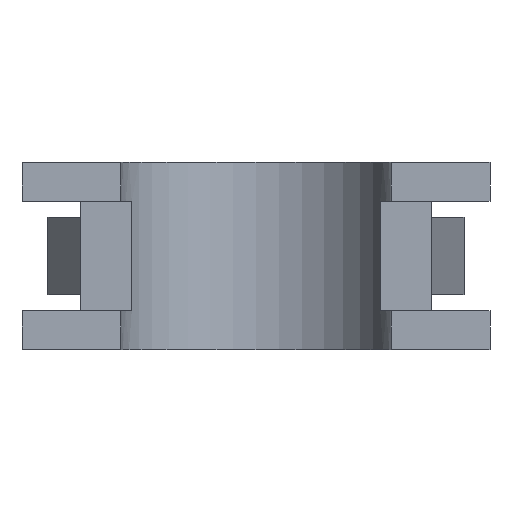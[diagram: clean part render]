
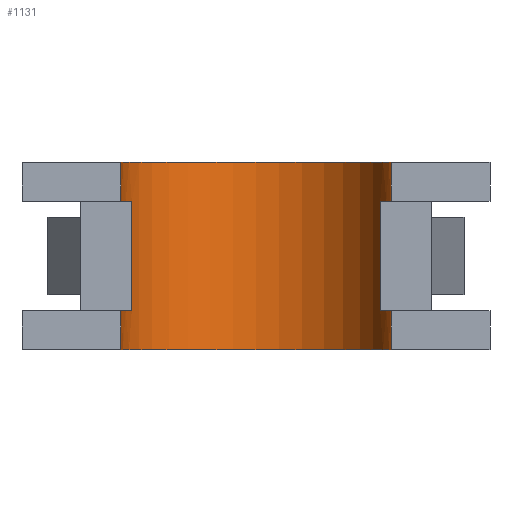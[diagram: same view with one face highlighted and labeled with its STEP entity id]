
A CAD part, front view. The second image highlights one B-rep face of the part: STEP entity #1131.
In plain terms, the highlighted cylindrical face has radius 5.2 mm (diameter 10.4 mm), a partial arc.
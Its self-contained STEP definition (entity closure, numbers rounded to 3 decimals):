
#76=FACE_OUTER_BOUND('',#140,.T.);
#140=EDGE_LOOP('',(#816,#817,#818,#819,#820,#821,#822,#823,#824,#825,#826,
#827));
#201=CIRCLE('',#1208,5.2);
#205=CIRCLE('',#1217,5.2);
#207=CIRCLE('',#1220,5.2);
#208=CIRCLE('',#1222,5.2);
#209=CIRCLE('',#1223,5.2);
#210=CIRCLE('',#1224,5.2);
#239=LINE('',#1685,#367);
#244=LINE('',#1694,#372);
#259=LINE('',#1738,#387);
#260=LINE('',#1742,#388);
#261=LINE('',#1745,#389);
#262=LINE('',#1746,#390);
#367=VECTOR('',#1336,10.);
#372=VECTOR('',#1343,10.);
#387=VECTOR('',#1382,10.);
#388=VECTOR('',#1385,10.);
#389=VECTOR('',#1388,10.);
#390=VECTOR('',#1389,10.);
#494=VERTEX_POINT('',#1668);
#499=VERTEX_POINT('',#1677);
#500=VERTEX_POINT('',#1681);
#502=VERTEX_POINT('',#1684);
#505=VERTEX_POINT('',#1692);
#519=VERTEX_POINT('',#1730);
#520=VERTEX_POINT('',#1734);
#521=VERTEX_POINT('',#1735);
#522=VERTEX_POINT('',#1737);
#523=VERTEX_POINT('',#1739);
#524=VERTEX_POINT('',#1741);
#525=VERTEX_POINT('',#1743);
#607=EDGE_CURVE('',#494,#499,#201,.T.);
#609=EDGE_CURVE('',#500,#502,#239,.T.);
#614=EDGE_CURVE('',#499,#505,#244,.T.);
#620=EDGE_CURVE('',#505,#502,#205,.T.);
#634=EDGE_CURVE('',#500,#519,#207,.T.);
#635=EDGE_CURVE('',#520,#521,#208,.T.);
#636=EDGE_CURVE('',#520,#522,#259,.T.);
#637=EDGE_CURVE('',#523,#522,#209,.T.);
#638=EDGE_CURVE('',#524,#523,#260,.T.);
#639=EDGE_CURVE('',#525,#524,#210,.T.);
#640=EDGE_CURVE('',#494,#525,#261,.T.);
#641=EDGE_CURVE('',#519,#521,#262,.T.);
#816=ORIENTED_EDGE('',*,*,#635,.F.);
#817=ORIENTED_EDGE('',*,*,#636,.T.);
#818=ORIENTED_EDGE('',*,*,#637,.F.);
#819=ORIENTED_EDGE('',*,*,#638,.F.);
#820=ORIENTED_EDGE('',*,*,#639,.F.);
#821=ORIENTED_EDGE('',*,*,#640,.F.);
#822=ORIENTED_EDGE('',*,*,#607,.T.);
#823=ORIENTED_EDGE('',*,*,#614,.T.);
#824=ORIENTED_EDGE('',*,*,#620,.T.);
#825=ORIENTED_EDGE('',*,*,#609,.F.);
#826=ORIENTED_EDGE('',*,*,#634,.T.);
#827=ORIENTED_EDGE('',*,*,#641,.T.);
#1107=CYLINDRICAL_SURFACE('',#1221,5.2);
#1131=ADVANCED_FACE('',(#76),#1107,.F.);
#1208=AXIS2_PLACEMENT_3D('',#1679,#1331,#1332);
#1217=AXIS2_PLACEMENT_3D('',#1706,#1358,#1359);
#1220=AXIS2_PLACEMENT_3D('',#1732,#1376,#1377);
#1221=AXIS2_PLACEMENT_3D('',#1733,#1378,#1379);
#1222=AXIS2_PLACEMENT_3D('',#1736,#1380,#1381);
#1223=AXIS2_PLACEMENT_3D('',#1740,#1383,#1384);
#1224=AXIS2_PLACEMENT_3D('',#1744,#1386,#1387);
#1331=DIRECTION('center_axis',(0.,0.,-1.));
#1332=DIRECTION('ref_axis',(0.919,0.394,0.));
#1336=DIRECTION('',(0.,0.,1.));
#1343=DIRECTION('',(0.,0.,1.));
#1358=DIRECTION('center_axis',(0.,0.,1.));
#1359=DIRECTION('ref_axis',(0.919,0.394,0.));
#1376=DIRECTION('center_axis',(0.,0.,-1.));
#1377=DIRECTION('ref_axis',(0.919,0.394,0.));
#1378=DIRECTION('center_axis',(0.,0.,1.));
#1379=DIRECTION('ref_axis',(1.,0.,0.));
#1380=DIRECTION('center_axis',(0.,0.,-1.));
#1381=DIRECTION('ref_axis',(0.919,0.394,0.));
#1382=DIRECTION('',(0.,0.,-1.));
#1383=DIRECTION('center_axis',(0.,0.,1.));
#1384=DIRECTION('ref_axis',(0.919,0.394,0.));
#1385=DIRECTION('',(0.,0.,-1.));
#1386=DIRECTION('center_axis',(0.,0.,-1.));
#1387=DIRECTION('ref_axis',(0.919,0.394,0.));
#1388=DIRECTION('',(0.,0.,-1.));
#1389=DIRECTION('',(0.,0.,-1.));
#1668=CARTESIAN_POINT('',(4.78,2.047,2.1));
#1677=CARTESIAN_POINT('',(5.2,0.,2.1));
#1679=CARTESIAN_POINT('Origin',(0.,0.,
2.1));
#1681=CARTESIAN_POINT('',(-5.2,0.,2.1));
#1684=CARTESIAN_POINT('',(-5.2,0.,3.6));
#1685=CARTESIAN_POINT('',(-5.2,0.,2.1));
#1692=CARTESIAN_POINT('',(5.2,0.,3.6));
#1694=CARTESIAN_POINT('',(5.2,0.,2.1));
#1706=CARTESIAN_POINT('Origin',(0.,0.,
3.6));
#1730=CARTESIAN_POINT('',(-4.78,2.047,2.1));
#1732=CARTESIAN_POINT('Origin',(0.,0.,
2.1));
#1733=CARTESIAN_POINT('Origin',(0.,0.,0.));
#1734=CARTESIAN_POINT('',(-5.2,0.,-2.1));
#1735=CARTESIAN_POINT('',(-4.78,2.047,-2.1));
#1736=CARTESIAN_POINT('Origin',(0.,0.,
-2.1));
#1737=CARTESIAN_POINT('',(-5.2,0.,-3.6));
#1738=CARTESIAN_POINT('',(-5.2,0.,-2.1));
#1739=CARTESIAN_POINT('',(5.2,0.,-3.6));
#1740=CARTESIAN_POINT('Origin',(0.,0.,
-3.6));
#1741=CARTESIAN_POINT('',(5.2,0.,-2.1));
#1742=CARTESIAN_POINT('',(5.2,0.,-2.1));
#1743=CARTESIAN_POINT('',(4.78,2.047,-2.1));
#1744=CARTESIAN_POINT('Origin',(0.,0.,
-2.1));
#1745=CARTESIAN_POINT('',(4.78,2.047,0.));
#1746=CARTESIAN_POINT('',(-4.78,2.047,0.));
